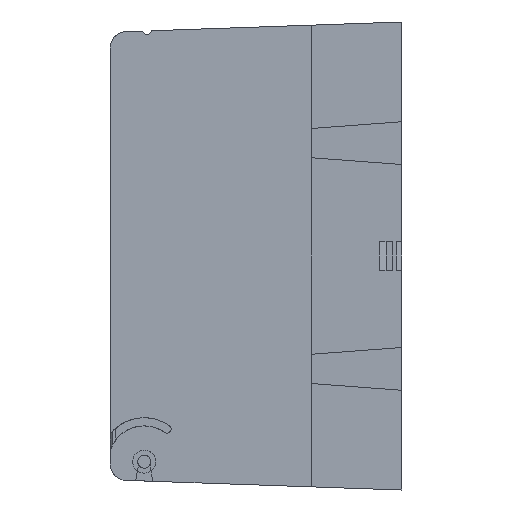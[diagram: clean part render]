
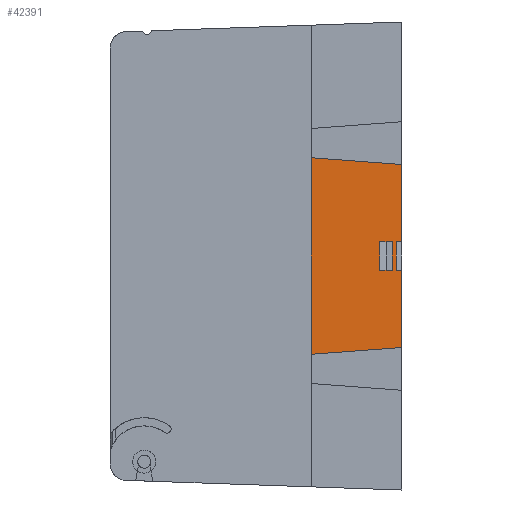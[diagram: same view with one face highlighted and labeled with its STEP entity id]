
A CAD part, left-side view. The second image highlights one B-rep face of the part: STEP entity #42391.
In plain terms, the highlighted planar face has unit normal (1, 0, 0).
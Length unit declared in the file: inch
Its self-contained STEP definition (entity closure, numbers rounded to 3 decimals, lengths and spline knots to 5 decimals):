
#1404 = ORIENTED_EDGE ( 'NONE', *, *, #51150, .T. ) ;
#2061 = DIRECTION ( 'NONE',  ( 0., 1., 0. ) ) ;
#2517 = ORIENTED_EDGE ( 'NONE', *, *, #64834, .T. ) ;
#2531 = CARTESIAN_POINT ( 'NONE',  ( -6.525, 0., 0.175 ) ) ;
#3601 = CARTESIAN_POINT ( 'NONE',  ( -6.525, 0.065, -0.175 ) ) ;
#3818 = DIRECTION ( 'NONE',  ( 0., 0., 1. ) ) ;
#4282 = CARTESIAN_POINT ( 'NONE',  ( -6.525, 0.115, 6.44233 ) ) ;
#4864 = LINE ( 'NONE', #4282, #13595 ) ;
#5143 = DIRECTION ( 'NONE',  ( 0., 0., -1. ) ) ;
#9374 = LINE ( 'NONE', #50294, #61929 ) ;
#10342 = EDGE_CURVE ( 'NONE', #68739, #80307, #4864, .T. ) ;
#10408 = VECTOR ( 'NONE', #5143, 39.37008 ) ;
#10933 = CARTESIAN_POINT ( 'NONE',  ( -6.525, 0.065, 6.44233 ) ) ;
#13196 = LINE ( 'NONE', #34565, #67770 ) ;
#13595 = VECTOR ( 'NONE', #3818, 39.37008 ) ;
#14474 = EDGE_CURVE ( 'NONE', #50410, #78004, #57631, .T. ) ;
#15698 = EDGE_LOOP ( 'NONE', ( #44174, #85620, #36359, #64418, #1404, #54008, #60024, #75789 ) ) ;
#15955 = EDGE_LOOP ( 'NONE', ( #23668, #2517, #71669, #85228 ) ) ;
#18995 = EDGE_CURVE ( 'NONE', #80307, #64485, #33277, .T. ) ;
#20650 = CARTESIAN_POINT ( 'NONE',  ( -6.525, 0., 6.44233 ) ) ;
#20835 = VERTEX_POINT ( 'NONE', #3601 ) ;
#22595 = CARTESIAN_POINT ( 'NONE',  ( -6.525, 0., -1.115 ) ) ;
#23526 = DIRECTION ( 'NONE',  ( 0., 0.997, -0.074 ) ) ;
#23668 = ORIENTED_EDGE ( 'NONE', *, *, #74296, .T. ) ;
#23685 = CARTESIAN_POINT ( 'NONE',  ( -6.525, 0.115, 0.175 ) ) ;
#25497 = CARTESIAN_POINT ( 'NONE',  ( -6.525, 0.26794, 0.175 ) ) ;
#27774 = EDGE_CURVE ( 'NONE', #54011, #46515, #27906, .T. ) ;
#27845 = DIRECTION ( 'NONE',  ( 0., -1., 0. ) ) ;
#27906 = LINE ( 'NONE', #22595, #64129 ) ;
#28201 = EDGE_CURVE ( 'NONE', #76939, #46515, #83116, .T. ) ;
#30864 = DIRECTION ( 'NONE',  ( 1., 0., 0. ) ) ;
#31798 = CARTESIAN_POINT ( 'NONE',  ( -6.525, 1.1, 1.19653 ) ) ;
#32532 = VECTOR ( 'NONE', #27845, 39.37008 ) ;
#32627 = DIRECTION ( 'NONE',  ( 0., 1., 0. ) ) ;
#32839 = CARTESIAN_POINT ( 'NONE',  ( -6.525, 0., 0.175 ) ) ;
#33226 = VECTOR ( 'NONE', #41391, 39.37008 ) ;
#33277 = LINE ( 'NONE', #32839, #51507 ) ;
#33663 = CARTESIAN_POINT ( 'NONE',  ( -6.525, 0.065, 0.175 ) ) ;
#34565 = CARTESIAN_POINT ( 'NONE',  ( -6.525, 0.26794, 6.44233 ) ) ;
#36359 = ORIENTED_EDGE ( 'NONE', *, *, #27774, .T. ) ;
#37720 = VERTEX_POINT ( 'NONE', #60583 ) ;
#39365 = CARTESIAN_POINT ( 'NONE',  ( -6.525, 0., -0.175 ) ) ;
#39597 = VECTOR ( 'NONE', #2061, 39.37008 ) ;
#40595 = EDGE_CURVE ( 'NONE', #55096, #54011, #69317, .T. ) ;
#41391 = DIRECTION ( 'NONE',  ( 0., -0.997, -0.074 ) ) ;
#41578 = DIRECTION ( 'NONE',  ( 0., 0., -1. ) ) ;
#42391 = ADVANCED_FACE ( 'NONE', ( #52911, #68718 ), #84995, .T. ) ;
#44174 = ORIENTED_EDGE ( 'NONE', *, *, #68999, .F. ) ;
#46515 = VERTEX_POINT ( 'NONE', #68611 ) ;
#47910 = VECTOR ( 'NONE', #58985, 39.37008 ) ;
#48520 = VERTEX_POINT ( 'NONE', #56997 ) ;
#48834 = CARTESIAN_POINT ( 'NONE',  ( -6.525, 1.1, 1.19653 ) ) ;
#50294 = CARTESIAN_POINT ( 'NONE',  ( -6.525, 0., 6.44233 ) ) ;
#50410 = VERTEX_POINT ( 'NONE', #61285 ) ;
#51150 = EDGE_CURVE ( 'NONE', #76939, #37720, #85302, .T. ) ;
#51236 = EDGE_CURVE ( 'NONE', #37720, #50410, #9374, .T. ) ;
#51507 = VECTOR ( 'NONE', #32627, 39.37008 ) ;
#52911 = FACE_BOUND ( 'NONE', #15955, .T. ) ;
#54008 = ORIENTED_EDGE ( 'NONE', *, *, #51236, .T. ) ;
#54011 = VERTEX_POINT ( 'NONE', #82491 ) ;
#55096 = VERTEX_POINT ( 'NONE', #39365 ) ;
#56997 = CARTESIAN_POINT ( 'NONE',  ( -6.525, 0.26794, -0.175 ) ) ;
#57312 = DIRECTION ( 'NONE',  ( 0., 0., -1. ) ) ;
#57631 = LINE ( 'NONE', #2531, #39597 ) ;
#58096 = LINE ( 'NONE', #68593, #32532 ) ;
#58985 = DIRECTION ( 'NONE',  ( 0., 0., -1. ) ) ;
#60024 = ORIENTED_EDGE ( 'NONE', *, *, #14474, .T. ) ;
#60583 = CARTESIAN_POINT ( 'NONE',  ( -6.525, 0., 1.115 ) ) ;
#60788 = CARTESIAN_POINT ( 'NONE',  ( -6.525, 0.115, -0.175 ) ) ;
#61285 = CARTESIAN_POINT ( 'NONE',  ( -6.525, 0., 0.175 ) ) ;
#61708 = DIRECTION ( 'NONE',  ( 0., 0., -1. ) ) ;
#61929 = VECTOR ( 'NONE', #57312, 39.37008 ) ;
#63406 = VECTOR ( 'NONE', #77246, 39.37008 ) ;
#64129 = VECTOR ( 'NONE', #23526, 39.37008 ) ;
#64418 = ORIENTED_EDGE ( 'NONE', *, *, #28201, .F. ) ;
#64485 = VERTEX_POINT ( 'NONE', #25497 ) ;
#64834 = EDGE_CURVE ( 'NONE', #48520, #68739, #58096, .T. ) ;
#65499 = LINE ( 'NONE', #83809, #63406 ) ;
#65735 = LINE ( 'NONE', #10933, #47910 ) ;
#65895 = AXIS2_PLACEMENT_3D ( 'NONE', #71602, #30864, #78414 ) ;
#67770 = VECTOR ( 'NONE', #41578, 39.37008 ) ;
#68191 = CARTESIAN_POINT ( 'NONE',  ( -6.525, 1.1, 6.44233 ) ) ;
#68593 = CARTESIAN_POINT ( 'NONE',  ( -6.525, 0., -0.175 ) ) ;
#68611 = CARTESIAN_POINT ( 'NONE',  ( -6.525, 1.1, -1.19653 ) ) ;
#68718 = FACE_OUTER_BOUND ( 'NONE', #15698, .T. ) ;
#68739 = VERTEX_POINT ( 'NONE', #60788 ) ;
#68999 = EDGE_CURVE ( 'NONE', #55096, #20835, #65499, .T. ) ;
#69317 = LINE ( 'NONE', #20650, #87316 ) ;
#71602 = CARTESIAN_POINT ( 'NONE',  ( -6.525, 0., 6.44233 ) ) ;
#71669 = ORIENTED_EDGE ( 'NONE', *, *, #10342, .T. ) ;
#74296 = EDGE_CURVE ( 'NONE', #64485, #48520, #13196, .T. ) ;
#75789 = ORIENTED_EDGE ( 'NONE', *, *, #84437, .T. ) ;
#76939 = VERTEX_POINT ( 'NONE', #31798 ) ;
#77246 = DIRECTION ( 'NONE',  ( 0., 1., 0. ) ) ;
#78004 = VERTEX_POINT ( 'NONE', #33663 ) ;
#78414 = DIRECTION ( 'NONE',  ( 0., 0., -1. ) ) ;
#80307 = VERTEX_POINT ( 'NONE', #23685 ) ;
#82491 = CARTESIAN_POINT ( 'NONE',  ( -6.525, 0., -1.115 ) ) ;
#83116 = LINE ( 'NONE', #68191, #10408 ) ;
#83809 = CARTESIAN_POINT ( 'NONE',  ( -6.525, 0., -0.175 ) ) ;
#84437 = EDGE_CURVE ( 'NONE', #78004, #20835, #65735, .T. ) ;
#84995 = PLANE ( 'NONE',  #65895 ) ;
#85228 = ORIENTED_EDGE ( 'NONE', *, *, #18995, .T. ) ;
#85302 = LINE ( 'NONE', #48834, #33226 ) ;
#85620 = ORIENTED_EDGE ( 'NONE', *, *, #40595, .T. ) ;
#87316 = VECTOR ( 'NONE', #61708, 39.37008 ) ;
